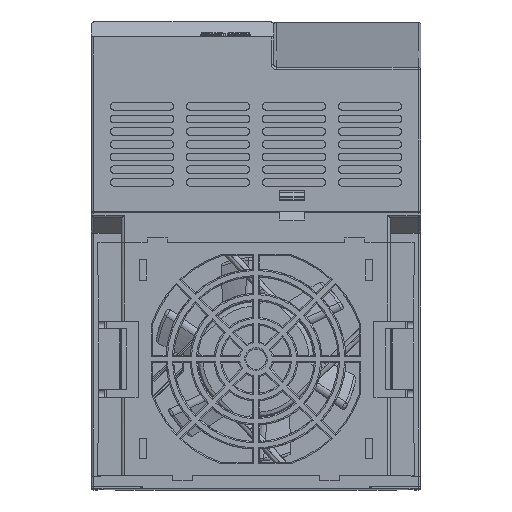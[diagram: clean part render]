
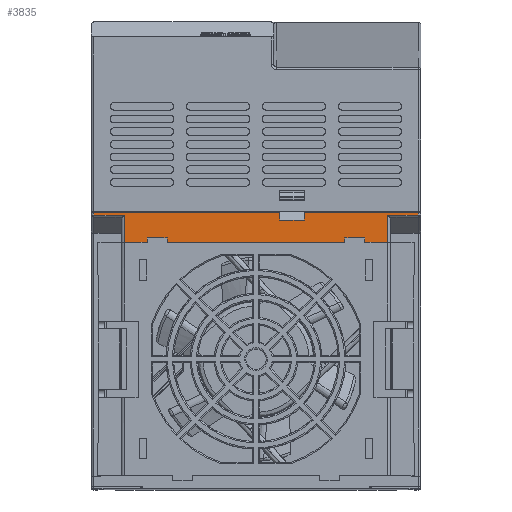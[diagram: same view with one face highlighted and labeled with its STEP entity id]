
A CAD part, top view. The second image highlights one B-rep face of the part: STEP entity #3835.
In plain terms, the highlighted planar face has unit normal (0, 0, 1).
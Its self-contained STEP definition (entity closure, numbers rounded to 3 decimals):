
#3835=ADVANCED_FACE('',(#8815),#87407,.T.);
#8815=FACE_OUTER_BOUND('',#14330,.T.);
#14330=EDGE_LOOP('',(#37168,#37169,#37170,#37171,#37172,#37173,#37174,#37175,
#37176,#37177,#37178,#37179,#37180,#37181,#37182,#37183,#37184,#37185,#37186,
#37187));
#37168=ORIENTED_EDGE('',*,*,#55766,.T.);
#37169=ORIENTED_EDGE('',*,*,#55790,.T.);
#37170=ORIENTED_EDGE('',*,*,#55546,.T.);
#37171=ORIENTED_EDGE('',*,*,#55789,.T.);
#37172=ORIENTED_EDGE('',*,*,#55788,.T.);
#37173=ORIENTED_EDGE('',*,*,#55787,.T.);
#37174=ORIENTED_EDGE('',*,*,#55786,.T.);
#37175=ORIENTED_EDGE('',*,*,#52034,.T.);
#37176=ORIENTED_EDGE('',*,*,#52035,.T.);
#37177=ORIENTED_EDGE('',*,*,#52036,.T.);
#37178=ORIENTED_EDGE('',*,*,#52037,.T.);
#37179=ORIENTED_EDGE('',*,*,#55785,.T.);
#37180=ORIENTED_EDGE('',*,*,#52017,.T.);
#37181=ORIENTED_EDGE('',*,*,#52018,.T.);
#37182=ORIENTED_EDGE('',*,*,#52019,.T.);
#37183=ORIENTED_EDGE('',*,*,#52020,.T.);
#37184=ORIENTED_EDGE('',*,*,#55784,.T.);
#37185=ORIENTED_EDGE('',*,*,#55781,.F.);
#37186=ORIENTED_EDGE('',*,*,#55778,.F.);
#37187=ORIENTED_EDGE('',*,*,#55775,.F.);
#52017=EDGE_CURVE('',#75346,#75347,#68570,.T.);
#52018=EDGE_CURVE('',#75347,#75348,#68571,.T.);
#52019=EDGE_CURVE('',#75348,#75343,#68572,.T.);
#52020=EDGE_CURVE('',#75343,#79983,#68573,.T.);
#52034=EDGE_CURVE('',#79984,#75358,#68587,.T.);
#52035=EDGE_CURVE('',#75358,#75359,#68588,.T.);
#52036=EDGE_CURVE('',#75359,#75360,#68589,.T.);
#52037=EDGE_CURVE('',#75360,#75355,#68590,.T.);
#55546=EDGE_CURVE('',#82270,#82271,#71339,.T.);
#55766=EDGE_CURVE('',#82366,#82367,#71539,.T.);
#55775=EDGE_CURVE('',#82366,#82371,#71546,.T.);
#55778=EDGE_CURVE('',#82371,#82372,#71547,.T.);
#55781=EDGE_CURVE('',#82372,#82374,#71548,.T.);
#55784=EDGE_CURVE('',#79983,#82374,#71551,.T.);
#55785=EDGE_CURVE('',#75355,#75346,#71552,.T.);
#55786=EDGE_CURVE('',#82376,#79984,#71553,.T.);
#55787=EDGE_CURVE('',#82377,#82376,#71554,.T.);
#55788=EDGE_CURVE('',#82378,#82377,#71555,.T.);
#55789=EDGE_CURVE('',#82271,#82378,#71556,.T.);
#55790=EDGE_CURVE('',#82367,#82270,#71557,.T.);
#68570=B_SPLINE_CURVE_WITH_KNOTS('',1,(#144237,#144238),.UNSPECIFIED.,.F.,
 .F.,(2,2),(0.,1.8),.UNSPECIFIED.);
#68571=B_SPLINE_CURVE_WITH_KNOTS('',1,(#144239,#144240),.UNSPECIFIED.,.F.,
 .F.,(2,2),(0.,7.7),.UNSPECIFIED.);
#68572=B_SPLINE_CURVE_WITH_KNOTS('',1,(#144241,#144242),.UNSPECIFIED.,.F.,
 .F.,(2,2),(0.,1.8),.UNSPECIFIED.);
#68573=B_SPLINE_CURVE_WITH_KNOTS('',1,(#144243,#144244),.UNSPECIFIED.,.F.,
 .F.,(2,2),(0.,9.15),.UNSPECIFIED.);
#68587=B_SPLINE_CURVE_WITH_KNOTS('',1,(#144271,#144272),.UNSPECIFIED.,.F.,
 .F.,(2,2),(0.,9.15),.UNSPECIFIED.);
#68588=B_SPLINE_CURVE_WITH_KNOTS('',1,(#144273,#144274),.UNSPECIFIED.,.F.,
 .F.,(2,2),(0.,1.8),.UNSPECIFIED.);
#68589=B_SPLINE_CURVE_WITH_KNOTS('',1,(#144275,#144276),.UNSPECIFIED.,.F.,
 .F.,(2,2),(0.,7.7),.UNSPECIFIED.);
#68590=B_SPLINE_CURVE_WITH_KNOTS('',1,(#144277,#144278),.UNSPECIFIED.,.F.,
 .F.,(2,2),(0.,1.8),.UNSPECIFIED.);
#71339=B_SPLINE_CURVE_WITH_KNOTS('',1,(#153609,#153610),.UNSPECIFIED.,.F.,
 .F.,(2,2),(0.,3.1),.UNSPECIFIED.);
#71539=B_SPLINE_CURVE_WITH_KNOTS('',1,(#154119,#154120),.UNSPECIFIED.,.F.,
 .F.,(2,2),(0.,3.1),.UNSPECIFIED.);
#71546=B_SPLINE_CURVE_WITH_KNOTS('',1,(#154139,#154140),.UNSPECIFIED.,.F.,
 .F.,(2,2),(-45.,0.),.UNSPECIFIED.);
#71547=B_SPLINE_CURVE_WITH_KNOTS('',1,(#154147,#154148),.UNSPECIFIED.,.F.,
 .F.,(2,2),(-1.123,0.),.UNSPECIFIED.);
#71548=B_SPLINE_CURVE_WITH_KNOTS('',1,(#154155,#154156),.UNSPECIFIED.,.F.,
 .F.,(2,2),(-12.,0.),.UNSPECIFIED.);
#71551=B_SPLINE_CURVE_WITH_KNOTS('',1,(#154165,#154166),.UNSPECIFIED.,.F.,
 .F.,(2,2),(-10.727,0.),.UNSPECIFIED.);
#71552=B_SPLINE_CURVE_WITH_KNOTS('',1,(#154167,#154168),.UNSPECIFIED.,.F.,
 .F.,(2,2),(-70.,0.),.UNSPECIFIED.);
#71553=B_SPLINE_CURVE_WITH_KNOTS('',1,(#154169,#154170),.UNSPECIFIED.,.F.,
 .F.,(2,2),(-10.727,0.),.UNSPECIFIED.);
#71554=B_SPLINE_CURVE_WITH_KNOTS('',1,(#154171,#154172),.UNSPECIFIED.,.F.,
 .F.,(2,2),(-12.,0.),.UNSPECIFIED.);
#71555=B_SPLINE_CURVE_WITH_KNOTS('',1,(#154173,#154174),.UNSPECIFIED.,.F.,
 .F.,(2,2),(-1.123,0.),.UNSPECIFIED.);
#71556=B_SPLINE_CURVE_WITH_KNOTS('',1,(#154175,#154176),.UNSPECIFIED.,.F.,
 .F.,(2,2),(-73.4,0.),.UNSPECIFIED.);
#71557=B_SPLINE_CURVE_WITH_KNOTS('',1,(#154177,#154178),.UNSPECIFIED.,.F.,
 .F.,(2,2),(-9.6,0.),.UNSPECIFIED.);
#75343=VERTEX_POINT('',#123600);
#75346=VERTEX_POINT('',#123603);
#75347=VERTEX_POINT('',#123604);
#75348=VERTEX_POINT('',#123605);
#75355=VERTEX_POINT('',#123612);
#75358=VERTEX_POINT('',#123615);
#75359=VERTEX_POINT('',#123616);
#75360=VERTEX_POINT('',#123617);
#79983=VERTEX_POINT('',#128240);
#79984=VERTEX_POINT('',#128241);
#82270=VERTEX_POINT('',#130527);
#82271=VERTEX_POINT('',#130528);
#82366=VERTEX_POINT('',#130623);
#82367=VERTEX_POINT('',#130624);
#82371=VERTEX_POINT('',#130628);
#82372=VERTEX_POINT('',#130629);
#82374=VERTEX_POINT('',#130631);
#82376=VERTEX_POINT('',#130633);
#82377=VERTEX_POINT('',#130634);
#82378=VERTEX_POINT('',#130635);
#87407=PLANE('',#91711);
#91711=AXIS2_PLACEMENT_3D('',#121744,#96432,$);
#96432=DIRECTION('',(0.,0.,1.));
#121744=CARTESIAN_POINT('',(-78.719,61.746,125.));
#123600=CARTESIAN_POINT('',(42.925,64.775,125.));
#123603=CARTESIAN_POINT('',(35.075,64.775,125.));
#123604=CARTESIAN_POINT('',(35.075,66.575,125.));
#123605=CARTESIAN_POINT('',(42.925,66.575,125.));
#123612=CARTESIAN_POINT('',(-35.075,64.775,125.));
#123615=CARTESIAN_POINT('',(-42.925,64.775,125.));
#123616=CARTESIAN_POINT('',(-42.925,66.575,125.));
#123617=CARTESIAN_POINT('',(-35.075,66.575,125.));
#128240=CARTESIAN_POINT('',(52.,64.775,125.));
#128241=CARTESIAN_POINT('',(-52.,64.775,125.));
#130527=CARTESIAN_POINT('',(9.4,73.6,125.));
#130528=CARTESIAN_POINT('',(9.4,76.7,125.));
#130623=CARTESIAN_POINT('',(19.,76.7,125.));
#130624=CARTESIAN_POINT('',(19.,73.6,125.));
#130628=CARTESIAN_POINT('',(64.,76.7,125.));
#130629=CARTESIAN_POINT('',(64.,75.577,125.));
#130631=CARTESIAN_POINT('',(52.,75.577,125.));
#130633=CARTESIAN_POINT('',(-52.,75.577,125.));
#130634=CARTESIAN_POINT('',(-64.,75.577,125.));
#130635=CARTESIAN_POINT('',(-64.,76.7,125.));
#144237=CARTESIAN_POINT('',(35.075,64.775,125.));
#144238=CARTESIAN_POINT('',(35.075,66.575,125.));
#144239=CARTESIAN_POINT('',(35.075,66.575,125.));
#144240=CARTESIAN_POINT('',(42.925,66.575,125.));
#144241=CARTESIAN_POINT('',(42.925,66.575,125.));
#144242=CARTESIAN_POINT('',(42.925,64.775,125.));
#144243=CARTESIAN_POINT('',(42.925,64.775,125.));
#144244=CARTESIAN_POINT('',(52.,64.775,125.));
#144271=CARTESIAN_POINT('',(-52.,64.775,125.));
#144272=CARTESIAN_POINT('',(-42.925,64.775,125.));
#144273=CARTESIAN_POINT('',(-42.925,64.775,125.));
#144274=CARTESIAN_POINT('',(-42.925,66.575,125.));
#144275=CARTESIAN_POINT('',(-42.925,66.575,125.));
#144276=CARTESIAN_POINT('',(-35.075,66.575,125.));
#144277=CARTESIAN_POINT('',(-35.075,66.575,125.));
#144278=CARTESIAN_POINT('',(-35.075,64.775,125.));
#153609=CARTESIAN_POINT('',(9.4,73.6,125.));
#153610=CARTESIAN_POINT('',(9.4,76.7,125.));
#154119=CARTESIAN_POINT('',(19.,76.7,125.));
#154120=CARTESIAN_POINT('',(19.,73.6,125.));
#154139=CARTESIAN_POINT('',(19.,76.7,125.));
#154140=CARTESIAN_POINT('',(64.,76.7,125.));
#154147=CARTESIAN_POINT('',(64.,76.7,125.));
#154148=CARTESIAN_POINT('',(64.,75.577,125.));
#154155=CARTESIAN_POINT('',(64.,75.577,125.));
#154156=CARTESIAN_POINT('',(52.,75.577,125.));
#154165=CARTESIAN_POINT('',(52.,64.775,125.));
#154166=CARTESIAN_POINT('',(52.,75.577,125.));
#154167=CARTESIAN_POINT('',(-35.075,64.775,125.));
#154168=CARTESIAN_POINT('',(35.075,64.775,125.));
#154169=CARTESIAN_POINT('',(-52.,75.577,125.));
#154170=CARTESIAN_POINT('',(-52.,64.775,125.));
#154171=CARTESIAN_POINT('',(-64.,75.577,125.));
#154172=CARTESIAN_POINT('',(-52.,75.577,125.));
#154173=CARTESIAN_POINT('',(-64.,76.7,125.));
#154174=CARTESIAN_POINT('',(-64.,75.577,125.));
#154175=CARTESIAN_POINT('',(9.4,76.7,125.));
#154176=CARTESIAN_POINT('',(-64.,76.7,125.));
#154177=CARTESIAN_POINT('',(19.,73.6,125.));
#154178=CARTESIAN_POINT('',(9.4,73.6,125.));
